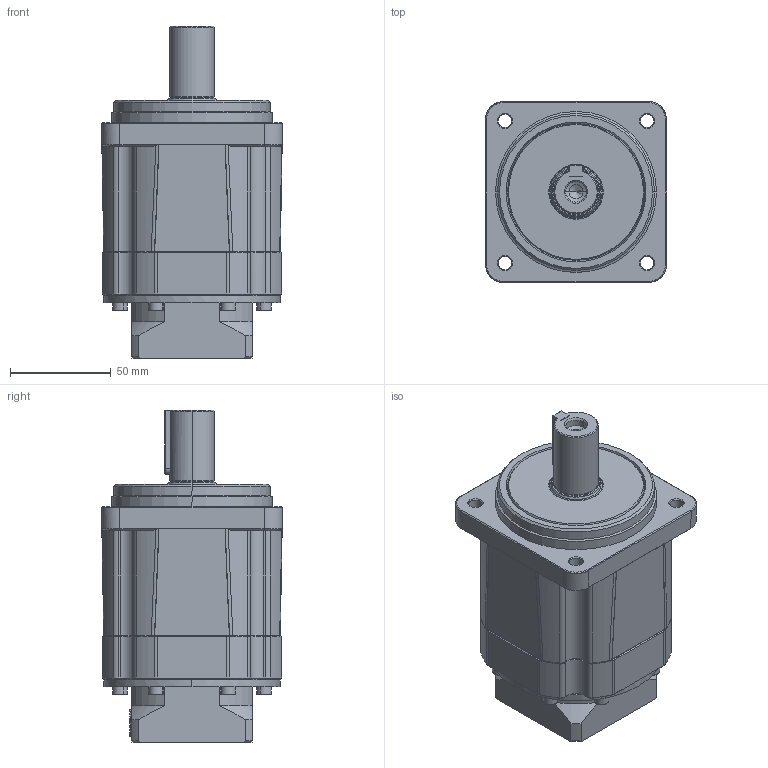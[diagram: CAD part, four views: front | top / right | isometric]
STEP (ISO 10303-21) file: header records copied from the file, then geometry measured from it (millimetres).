
FILE_DESCRIPTION (( 'STEP AP214' ), '1' );
FILE_NAME ('Outside_C013575_HPN-20A-xxx-J6AEA-BB5-BL5.STEP', '2023-04-06T01:03:58', ( 'Windows ユーザー' ), ( '' ), 'SwSTEP 2.0', 'SolidWorks 2021', '' );
FILE_SCHEMA (( 'AUTOMOTIVE_DESIGN' ));
Length unit declared in the file: millimetre
Products named in the file (1): Outside_C013575_HPN-20A-xxx-J6AEA-BB5-BL5
Bounding box: 90 x 90 x 165 mm (x, y, z)
Volume: 755200.7 mm3; surface area: 69624.9 mm2
Topology: 2 solids, 2 shells, 704 faces, 1722 edges, 1070 vertices
Faces by surface type: plane 278, cylinder 216, cone 133, torus 48, bspline 21, sphere 8
Entity records: 29149 total; most frequent: CARTESIAN_POINT 5346, DIRECTION 3599, ORIENTED_EDGE 3424, EDGE_CURVE 1712, AXIS2_PLACEMENT_3D 1355, VERTEX_POINT 1070, LINE 889, VECTOR 889
